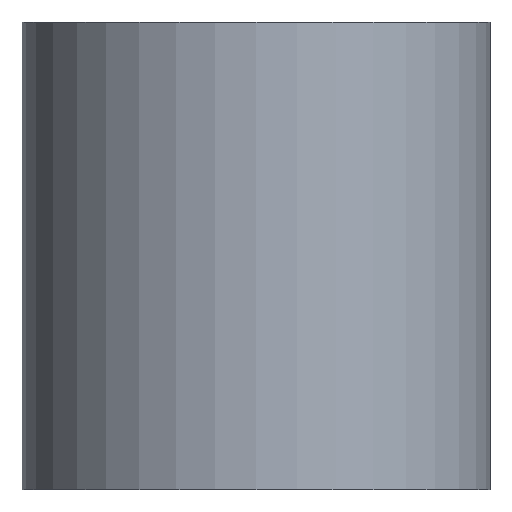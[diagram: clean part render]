
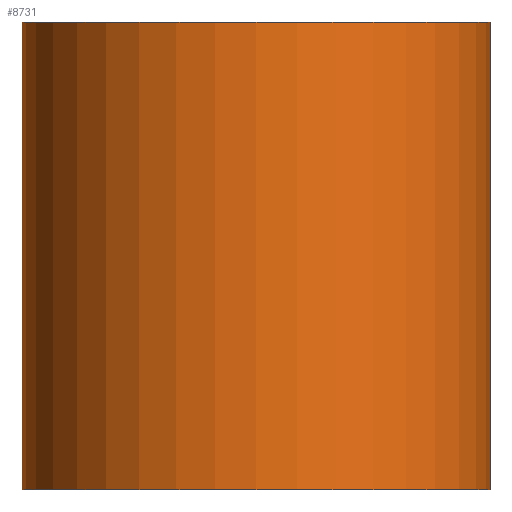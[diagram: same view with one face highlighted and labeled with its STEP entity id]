
A CAD part, front view. The second image highlights one B-rep face of the part: STEP entity #8731.
In plain terms, the highlighted cylindrical face has radius 50 mm (diameter 100 mm), a partial arc.
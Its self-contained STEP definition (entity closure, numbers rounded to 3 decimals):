
#33 = DIRECTION ( 'NONE',  ( -1., 0., 0. ) ) ;
#569 = CYLINDRICAL_SURFACE ( 'NONE', #9870, 50. ) ;
#707 = EDGE_CURVE ( 'NONE', #10095, #10405, #2024, .T. ) ;
#924 = VECTOR ( 'NONE', #9881, 1000. ) ;
#1352 = DIRECTION ( 'NONE',  ( 0., 0., 1. ) ) ;
#2024 = CIRCLE ( 'NONE', #4864, 50. ) ;
#2171 = AXIS2_PLACEMENT_3D ( 'NONE', #7078, #1352, #10825 ) ;
#3170 = CARTESIAN_POINT ( 'NONE',  ( -50., 0., 0. ) ) ;
#3246 = VERTEX_POINT ( 'NONE', #6914 ) ;
#3667 = ORIENTED_EDGE ( 'NONE', *, *, #707, .F. ) ;
#4168 = LINE ( 'NONE', #10750, #924 ) ;
#4740 = EDGE_CURVE ( 'NONE', #10095, #9639, #10266, .T. ) ;
#4750 = CARTESIAN_POINT ( 'NONE',  ( 0., 0., 100. ) ) ;
#4864 = AXIS2_PLACEMENT_3D ( 'NONE', #8429, #7441, #11251 ) ;
#5305 = VECTOR ( 'NONE', #9441, 1000. ) ;
#5443 = ORIENTED_EDGE ( 'NONE', *, *, #6364, .F. ) ;
#5655 = DIRECTION ( 'NONE',  ( 0., 0., -1. ) ) ;
#6290 = EDGE_CURVE ( 'NONE', #9639, #3246, #9130, .T. ) ;
#6304 = CARTESIAN_POINT ( 'NONE',  ( -50., 0., 100. ) ) ;
#6364 = EDGE_CURVE ( 'NONE', #10405, #3246, #4168, .T. ) ;
#6776 = CARTESIAN_POINT ( 'NONE',  ( 50., 0., 100. ) ) ;
#6914 = CARTESIAN_POINT ( 'NONE',  ( 50., 0., 0. ) ) ;
#7078 = CARTESIAN_POINT ( 'NONE',  ( 0., 0., 0. ) ) ;
#7441 = DIRECTION ( 'NONE',  ( 0., 0., 1. ) ) ;
#8018 = EDGE_LOOP ( 'NONE', ( #5443, #3667, #8496, #8389 ) ) ;
#8389 = ORIENTED_EDGE ( 'NONE', *, *, #6290, .T. ) ;
#8429 = CARTESIAN_POINT ( 'NONE',  ( 0., 0., 100. ) ) ;
#8496 = ORIENTED_EDGE ( 'NONE', *, *, #4740, .T. ) ;
#8731 = ADVANCED_FACE ( 'NONE', ( #12133 ), #569, .T. ) ;
#9130 = CIRCLE ( 'NONE', #2171, 50. ) ;
#9441 = DIRECTION ( 'NONE',  ( 0., 0., -1. ) ) ;
#9639 = VERTEX_POINT ( 'NONE', #3170 ) ;
#9870 = AXIS2_PLACEMENT_3D ( 'NONE', #4750, #5655, #33 ) ;
#9881 = DIRECTION ( 'NONE',  ( 0., 0., -1. ) ) ;
#10095 = VERTEX_POINT ( 'NONE', #6304 ) ;
#10266 = LINE ( 'NONE', #10334, #5305 ) ;
#10334 = CARTESIAN_POINT ( 'NONE',  ( -50., 0., 100. ) ) ;
#10405 = VERTEX_POINT ( 'NONE', #6776 ) ;
#10750 = CARTESIAN_POINT ( 'NONE',  ( 50., 0., 100. ) ) ;
#10825 = DIRECTION ( 'NONE',  ( 1., 0., 0. ) ) ;
#11251 = DIRECTION ( 'NONE',  ( 1., 0., 0. ) ) ;
#12133 = FACE_OUTER_BOUND ( 'NONE', #8018, .T. ) ;
